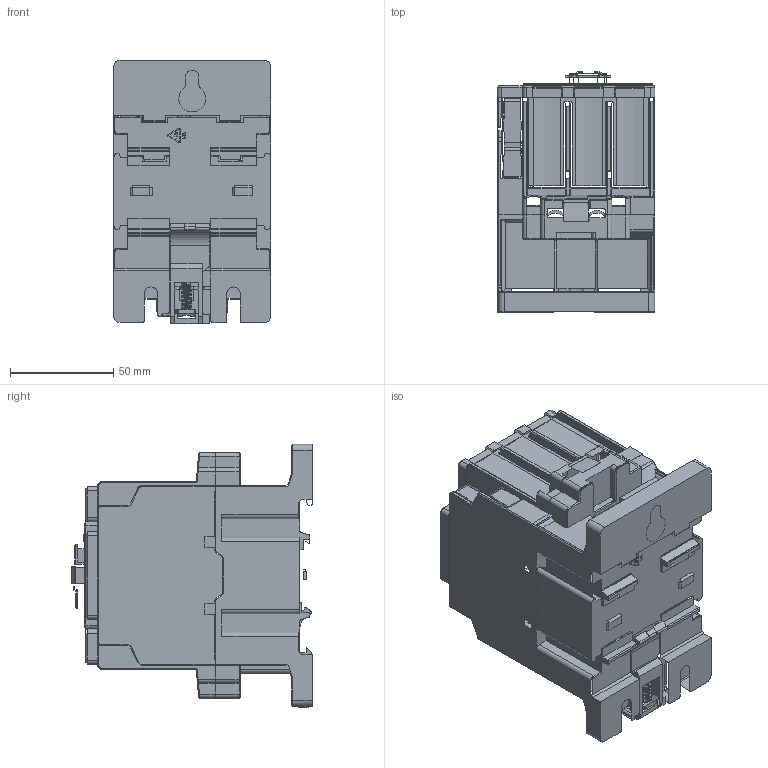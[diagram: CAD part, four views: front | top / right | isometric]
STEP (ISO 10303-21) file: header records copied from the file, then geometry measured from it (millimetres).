
FILE_DESCRIPTION((''),'2;1');
FILE_NAME('2ZTD-400-176_SW0001','2017-03-21T',('sdx'),(''),'PRO/ENGINEER BY PARAMETRIC TECHNOLOGY CORPORATION, 2007090','PRO/ENGINEER BY PARAMETRIC TECHNOLOGY CORPORATION, 2007090','');
FILE_SCHEMA(('CONFIG_CONTROL_DESIGN'));
Length unit declared in the file: millimetre
Products named in the file (1): 2ZTD-400-176_SW0001
Bounding box: 76.25 x 116.5 x 127.5 mm (x, y, z)
Surface area: 71487.2 mm2 (no closed solid volume)
Topology: 0 solids, 154 shells, 589 faces, 4153 edges, 3659 vertices
Faces by surface type: plane 462, cylinder 98, cone 21, bspline 8
Entity records: 42695 total; most frequent: CARTESIAN_POINT 13922, DIRECTION 5215, ORIENTED_EDGE 4833, EDGE_CURVE 4153, VERTEX_POINT 3659, VECTOR 3473, LINE 3473, AXIS2_PLACEMENT_3D 871
